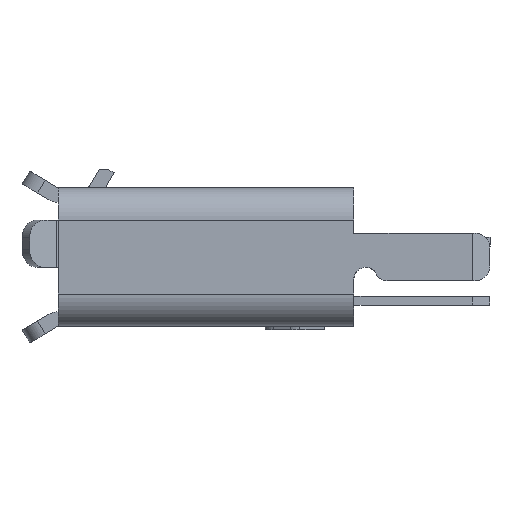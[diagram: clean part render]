
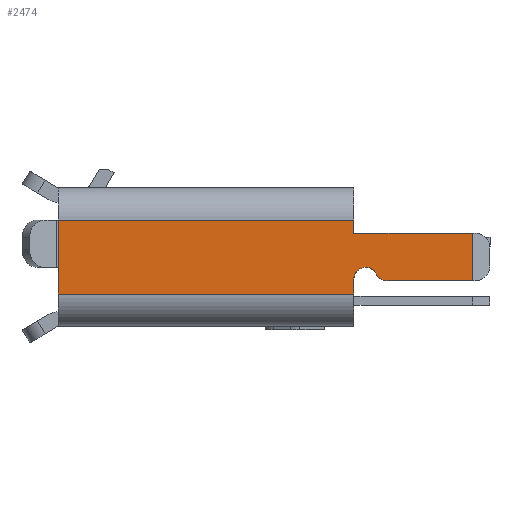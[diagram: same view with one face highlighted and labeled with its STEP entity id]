
A CAD part, left-side view. The second image highlights one B-rep face of the part: STEP entity #2474.
In plain terms, the highlighted planar face has unit normal (-1, 0, 0).
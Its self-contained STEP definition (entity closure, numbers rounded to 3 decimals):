
#2474=ADVANCED_FACE('NONE',(#5046),#5047,.F.);
#5046=FACE_OUTER_BOUND('',#6625,.T.);
#5047=PLANE('',#6626);
#6625=EDGE_LOOP('',(#9239,#9240,#9241,#9242,#9243,#9244,#9245,#9246,#9247,#9248,#9249));
#6626=AXIS2_PLACEMENT_3D('',#9250,#9251,#9252);
#9239=ORIENTED_EDGE('',*,*,#14000,.F.);
#9240=ORIENTED_EDGE('',*,*,#14001,.T.);
#9241=ORIENTED_EDGE('',*,*,#14002,.F.);
#9242=ORIENTED_EDGE('',*,*,#13999,.F.);
#9243=ORIENTED_EDGE('',*,*,#13897,.F.);
#9244=ORIENTED_EDGE('',*,*,#14003,.F.);
#9245=ORIENTED_EDGE('',*,*,#14004,.F.);
#9246=ORIENTED_EDGE('',*,*,#14005,.F.);
#9247=ORIENTED_EDGE('',*,*,#13842,.F.);
#9248=ORIENTED_EDGE('',*,*,#14006,.F.);
#9249=ORIENTED_EDGE('',*,*,#14007,.F.);
#9250=CARTESIAN_POINT('',(-3.7,1.9,0.02));
#9251=DIRECTION('',(1.0,0.,0.0));
#9252=DIRECTION('',(0.,0.,1.0));
#13842=EDGE_CURVE('NONE',#15480,#15482,#15483,.T.);
#13897=EDGE_CURVE('NONE',#15562,#15563,#15564,.T.);
#13999=EDGE_CURVE('NONE',#15563,#15726,#15734,.T.);
#14000=EDGE_CURVE('NONE',#15735,#15736,#15737,.T.);
#14001=EDGE_CURVE('NONE',#15735,#15738,#15739,.T.);
#14002=EDGE_CURVE('NONE',#15726,#15738,#15740,.T.);
#14003=EDGE_CURVE('NONE',#15741,#15562,#15742,.T.);
#14004=EDGE_CURVE('NONE',#15743,#15741,#15744,.T.);
#14005=EDGE_CURVE('NONE',#15482,#15743,#15745,.T.);
#14006=EDGE_CURVE('NONE',#15746,#15480,#15747,.T.);
#14007=EDGE_CURVE('NONE',#15736,#15746,#15748,.T.);
#15480=VERTEX_POINT('NONE',#16947);
#15482=VERTEX_POINT('NONE',#16950);
#15483=LINE('',#16951,#16952);
#15562=VERTEX_POINT('NONE',#17110);
#15563=VERTEX_POINT('NONE',#17111);
#15564=LINE('',#17112,#17113);
#15726=VERTEX_POINT('NONE',#17493);
#15734=LINE('',#17514,#17515);
#15735=VERTEX_POINT('NONE',#17516);
#15736=VERTEX_POINT('NONE',#17517);
#15737=LINE('',#17518,#17519);
#15738=VERTEX_POINT('NONE',#17520);
#15739=LINE('',#17521,#17522);
#15740=LINE('',#17523,#17524);
#15741=VERTEX_POINT('NONE',#17525);
#15742=LINE('',#17526,#17527);
#15743=VERTEX_POINT('NONE',#17528);
#15744=LINE('',#17529,#17530);
#15745=LINE('',#17531,#17532);
#15746=VERTEX_POINT('NONE',#17533);
#15747=B_SPLINE_CURVE_WITH_KNOTS('',3,(#17534,#17535,#17536,#17537,#17538,#17539,#17540,#17541,#17542,#17543),.UNSPECIFIED.,.F.,.F.,(4,2,2,2,4),(0.0,0.25,0.5,0.75,1.0),.UNSPECIFIED.);
#15748=B_SPLINE_CURVE_WITH_KNOTS('',3,(#17544,#17545,#17546,#17547),.UNSPECIFIED.,.F.,.F.,(4,4),(0.0,1.0),.UNSPECIFIED.);
#16947=CARTESIAN_POINT('',(-3.7,0.,-0.355));
#16950=CARTESIAN_POINT('',(-3.7,0.0,-0.605));
#16951=CARTESIAN_POINT('',(-3.7,0.0,0.02));
#16952=VECTOR('',#19068,1000.0);
#17110=CARTESIAN_POINT('',(-3.7,5.0,0.645));
#17111=CARTESIAN_POINT('',(-3.7,0.0,0.645));
#17112=CARTESIAN_POINT('',(-3.7,-0.1,0.645));
#17113=VECTOR('',#19128,1000.0);
#17493=CARTESIAN_POINT('',(-3.7,0.0,0.42));
#17514=CARTESIAN_POINT('',(-3.7,0.0,0.02));
#17515=VECTOR('',#19198,1000.0);
#17516=CARTESIAN_POINT('',(-3.7,-2.0,-0.38));
#17517=CARTESIAN_POINT('',(-3.7,-0.56,-0.38));
#17518=CARTESIAN_POINT('',(-3.7,1.9,-0.38));
#17519=VECTOR('',#19199,1000.0);
#17520=CARTESIAN_POINT('',(-3.7,-2.0,0.42));
#17521=CARTESIAN_POINT('',(-3.7,-2.0,0.42));
#17522=VECTOR('',#19200,1000.0);
#17523=CARTESIAN_POINT('',(-3.7,1.9,0.42));
#17524=VECTOR('',#19201,1000.0);
#17525=CARTESIAN_POINT('',(-3.7,5.0,-0.155));
#17526=CARTESIAN_POINT('',(-3.7,5.0,0.02));
#17527=VECTOR('',#19202,1000.0);
#17528=CARTESIAN_POINT('',(-3.7,5.0,-0.605));
#17529=CARTESIAN_POINT('',(-3.7,5.0,0.02));
#17530=VECTOR('',#19203,1000.0);
#17531=CARTESIAN_POINT('',(-3.7,1.9,-0.605));
#17532=VECTOR('',#19204,1000.0);
#17533=CARTESIAN_POINT('',(-3.7,-0.38,-0.267));
#17534=CARTESIAN_POINT('',(-3.7,-0.38,-0.267));
#17535=CARTESIAN_POINT('',(-3.7,-0.36,-0.227));
#17536=CARTESIAN_POINT('',(-3.7,-0.327,-0.194));
#17537=CARTESIAN_POINT('',(-3.7,-0.246,-0.155));
#17538=CARTESIAN_POINT('',(-3.7,-0.199,-0.15));
#17539=CARTESIAN_POINT('',(-3.7,-0.111,-0.17));
#17540=CARTESIAN_POINT('',(-3.7,-0.071,-0.195));
#17541=CARTESIAN_POINT('',(-3.7,-0.016,-0.266));
#17542=CARTESIAN_POINT('',(-3.7,0.,-0.31));
#17543=CARTESIAN_POINT('',(-3.7,0.,-0.355));
#17544=CARTESIAN_POINT('',(-3.7,-0.56,-0.38));
#17545=CARTESIAN_POINT('',(-3.7,-0.485,-0.38));
#17546=CARTESIAN_POINT('',(-3.7,-0.412,-0.335));
#17547=CARTESIAN_POINT('',(-3.7,-0.38,-0.267));
#19068=DIRECTION('',(0.,0.,-1.0));
#19128=DIRECTION('',(0.,-1.0,0.));
#19198=DIRECTION('',(0.,0.,-1.0));
#19199=DIRECTION('',(0.,1.0,0.));
#19200=DIRECTION('',(0.,0.,1.0));
#19201=DIRECTION('',(0.,-1.0,0.));
#19202=DIRECTION('',(0.,0.,1.0));
#19203=DIRECTION('',(0.,0.,1.0));
#19204=DIRECTION('',(0.,1.0,0.));
